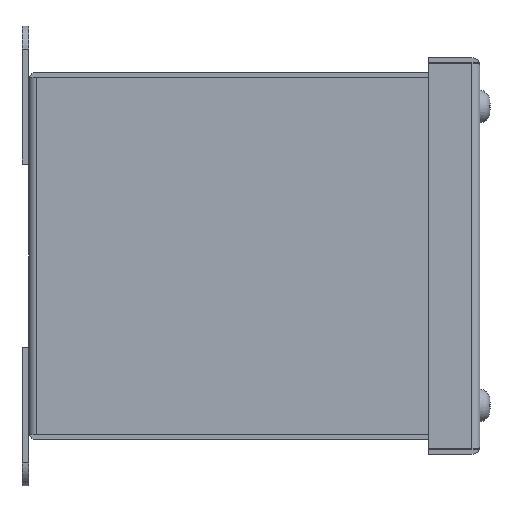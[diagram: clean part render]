
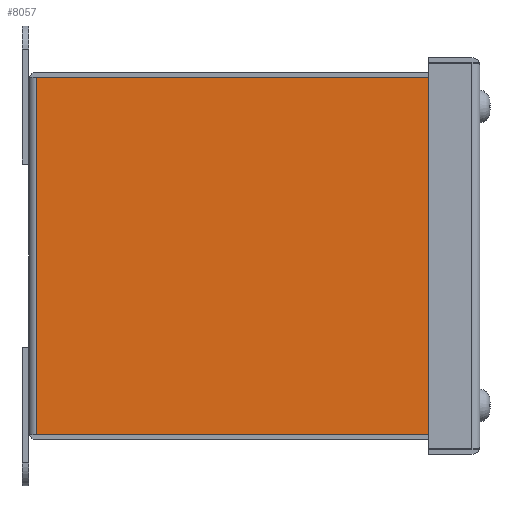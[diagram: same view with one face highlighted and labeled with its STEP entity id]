
A CAD part, left-side view. The second image highlights one B-rep face of the part: STEP entity #8057.
In plain terms, the highlighted planar face has unit normal (-1, 0, 0).
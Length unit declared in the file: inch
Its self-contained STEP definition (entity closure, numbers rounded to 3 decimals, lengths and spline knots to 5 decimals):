
#295 = CARTESIAN_POINT ( 'NONE',  ( -2., -4.664, -1.94289 ) ) ;
#1662 = VERTEX_POINT ( 'NONE', #22382 ) ;
#3548 = EDGE_CURVE ( 'NONE', #7421, #8784, #20756, .T. ) ;
#3821 = DIRECTION ( 'NONE',  ( -1., 0., 0. ) ) ;
#4846 = FACE_OUTER_BOUND ( 'NONE', #15472, .T. ) ;
#5060 = VERTEX_POINT ( 'NONE', #9987 ) ;
#5306 = EDGE_CURVE ( 'NONE', #7421, #1662, #9725, .T. ) ;
#6044 = ORIENTED_EDGE ( 'NONE', *, *, #5306, .T. ) ;
#6233 = EDGE_CURVE ( 'NONE', #8784, #5060, #9336, .T. ) ;
#6277 = DIRECTION ( 'NONE',  ( 0., 0., -1. ) ) ;
#7410 = VECTOR ( 'NONE', #16024, 39.37008 ) ;
#7421 = VERTEX_POINT ( 'NONE', #11067 ) ;
#7590 = CARTESIAN_POINT ( 'NONE',  ( -2., 39.37008, -1.94289 ) ) ;
#8057 = ADVANCED_FACE ( 'NONE', ( #4846 ), #13328, .T. ) ;
#8784 = VERTEX_POINT ( 'NONE', #20832 ) ;
#9336 = LINE ( 'NONE', #295, #10953 ) ;
#9725 = LINE ( 'NONE', #15144, #19875 ) ;
#9884 = ORIENTED_EDGE ( 'NONE', *, *, #11189, .T. ) ;
#9987 = CARTESIAN_POINT ( 'NONE',  ( -2., -4.664, -1.94289 ) ) ;
#10405 = CARTESIAN_POINT ( 'NONE',  ( -2., 0., -13.527 ) ) ;
#10953 = VECTOR ( 'NONE', #21664, 39.37008 ) ;
#11057 = AXIS2_PLACEMENT_3D ( 'NONE', #10405, #3821, #19312 ) ;
#11067 = CARTESIAN_POINT ( 'NONE',  ( -2., -0.086, 1.94289 ) ) ;
#11189 = EDGE_CURVE ( 'NONE', #1662, #5060, #12814, .T. ) ;
#12814 = LINE ( 'NONE', #7590, #7410 ) ;
#13328 = PLANE ( 'NONE',  #11057 ) ;
#13386 = CARTESIAN_POINT ( 'NONE',  ( -2., 39.37008, 1.94289 ) ) ;
#14573 = VECTOR ( 'NONE', #17042, 39.37008 ) ;
#15144 = CARTESIAN_POINT ( 'NONE',  ( -2., -0.086, -13.527 ) ) ;
#15472 = EDGE_LOOP ( 'NONE', ( #16778, #6044, #9884, #20085 ) ) ;
#16024 = DIRECTION ( 'NONE',  ( 0., -1., 0. ) ) ;
#16778 = ORIENTED_EDGE ( 'NONE', *, *, #3548, .F. ) ;
#17042 = DIRECTION ( 'NONE',  ( 0., -1., 0. ) ) ;
#19312 = DIRECTION ( 'NONE',  ( 0., 0., 1. ) ) ;
#19875 = VECTOR ( 'NONE', #6277, 39.37008 ) ;
#20085 = ORIENTED_EDGE ( 'NONE', *, *, #6233, .F. ) ;
#20756 = LINE ( 'NONE', #13386, #14573 ) ;
#20832 = CARTESIAN_POINT ( 'NONE',  ( -2., -4.664, 1.94289 ) ) ;
#21664 = DIRECTION ( 'NONE',  ( 0., 0., -1. ) ) ;
#22382 = CARTESIAN_POINT ( 'NONE',  ( -2., -0.086, -1.94289 ) ) ;
